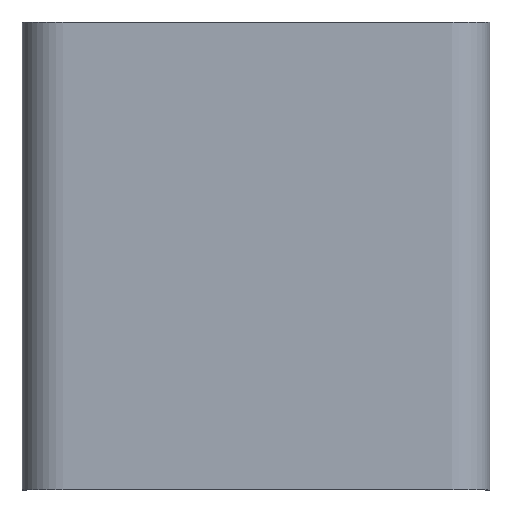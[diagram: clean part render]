
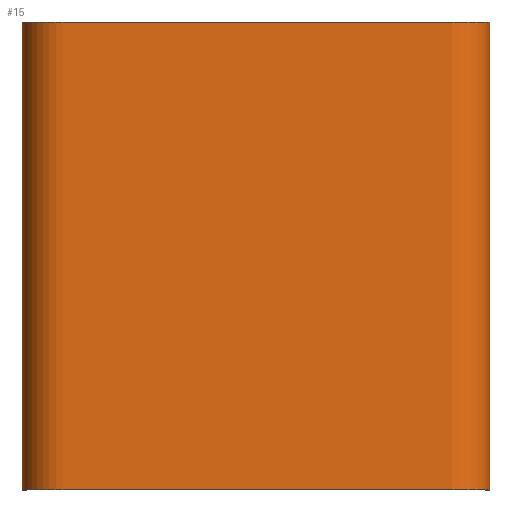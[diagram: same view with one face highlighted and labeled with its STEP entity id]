
A CAD part, top view. The second image highlights one B-rep face of the part: STEP entity #15.
In plain terms, the highlighted free-form (B-spline) face has degree [1, 2] with [2, 11] control points.
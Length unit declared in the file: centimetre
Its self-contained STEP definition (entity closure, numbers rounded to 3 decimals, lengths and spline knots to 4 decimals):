
#15=ADVANCED_FACE($,(#21),#76,.T.);
#21=FACE_OUTER_BOUND($,#27,.T.);
#27=EDGE_LOOP($,(#36,#37,#38,#39));
#36=ORIENTED_EDGE($,*,*,#59,.T.);
#37=ORIENTED_EDGE($,*,*,#57,.T.);
#38=ORIENTED_EDGE($,*,*,#62,.F.);
#39=ORIENTED_EDGE($,*,*,#65,.F.);
#57=EDGE_CURVE($,#68,#69,#87,.T.);
#59=EDGE_CURVE($,#70,#68,#82,.T.);
#62=EDGE_CURVE($,#73,#69,#84,.T.);
#65=EDGE_CURVE($,#70,#73,#91,.T.);
#68=VERTEX_POINT($,#304);
#69=VERTEX_POINT($,#305);
#70=VERTEX_POINT($,#306);
#73=VERTEX_POINT($,#309);
#76=(
BOUNDED_SURFACE()
B_SPLINE_SURFACE(1,2,((#257,#258,#259,#260,#261,#262,#263,#264,#265,#266,
#267),(#268,#269,#270,#271,#272,#273,#274,#275,#276,#277,#278)),.UNSPECIFIED.,
.F.,.F.,.F.)
B_SPLINE_SURFACE_WITH_KNOTS((2,2),(3,2,2,2,2,3),(0.,120.),(-383.1717,
-354.3717,-336.7788,-239.1788,-221.5858,
-192.7858),.UNSPECIFIED.)
GEOMETRIC_REPRESENTATION_ITEM()
RATIONAL_B_SPLINE_SURFACE(((1.,1.,1.,0.707,1.,1.,1.,0.707,
1.,1.,1.),(1.,1.,1.,0.707,1.,1.,1.,0.707,1.,1.,1.)))
REPRESENTATION_ITEM($)
SURFACE()
);
#82=(
BOUNDED_CURVE()
B_SPLINE_CURVE(2,(#202,#203,#204,#205,#206,#207,#208,#209,#210,#211,#212),
.UNSPECIFIED.,.F.,.F.)
B_SPLINE_CURVE_WITH_KNOTS((3,2,2,2,2,3),(192.7858,221.5858,
239.1788,336.7788,354.3717,383.1717),.UNSPECIFIED.)
CURVE()
GEOMETRIC_REPRESENTATION_ITEM()
RATIONAL_B_SPLINE_CURVE((1.,1.,1.,0.707,1.,1.,1.,0.707,
1.,1.,1.))
REPRESENTATION_ITEM($)
);
#84=(
BOUNDED_CURVE()
B_SPLINE_CURVE(2,(#226,#227,#228,#229,#230,#231,#232,#233,#234,#235,#236),
.UNSPECIFIED.,.F.,.F.)
B_SPLINE_CURVE_WITH_KNOTS((3,2,2,2,2,3),(192.7858,221.5858,
239.1788,336.7788,354.3717,383.1717),.UNSPECIFIED.)
CURVE()
GEOMETRIC_REPRESENTATION_ITEM()
RATIONAL_B_SPLINE_CURVE((1.,1.,1.,0.707,1.,1.,1.,0.707,
1.,1.,1.))
REPRESENTATION_ITEM($)
);
#87=B_SPLINE_CURVE_WITH_KNOTS($,1,(#198,#199),.UNSPECIFIED.,.F.,.F.,(2,2),
(0.,120.),.UNSPECIFIED.);
#91=B_SPLINE_CURVE_WITH_KNOTS($,1,(#250,#251),.UNSPECIFIED.,.F.,.F.,(2,2),
(0.,120.),.UNSPECIFIED.);
#198=CARTESIAN_POINT($,(120.,0.,0.));
#199=CARTESIAN_POINT($,(120.,120.,0.));
#202=CARTESIAN_POINT($,(0.,0.,0.));
#203=CARTESIAN_POINT($,(0.,0.,14.4));
#204=CARTESIAN_POINT($,(0.,0.,28.8));
#205=CARTESIAN_POINT($,(0.,0.,40.));
#206=CARTESIAN_POINT($,(11.2,0.,40.));
#207=CARTESIAN_POINT($,(60.,0.,40.));
#208=CARTESIAN_POINT($,(108.8,0.,40.));
#209=CARTESIAN_POINT($,(120.,0.,40.));
#210=CARTESIAN_POINT($,(120.,0.,28.8));
#211=CARTESIAN_POINT($,(120.,0.,14.4));
#212=CARTESIAN_POINT($,(120.,0.,0.));
#226=CARTESIAN_POINT($,(0.,120.,0.));
#227=CARTESIAN_POINT($,(0.,120.,14.4));
#228=CARTESIAN_POINT($,(0.,120.,28.8));
#229=CARTESIAN_POINT($,(0.,120.,40.));
#230=CARTESIAN_POINT($,(11.2,120.,40.));
#231=CARTESIAN_POINT($,(60.,120.,40.));
#232=CARTESIAN_POINT($,(108.8,120.,40.));
#233=CARTESIAN_POINT($,(120.,120.,40.));
#234=CARTESIAN_POINT($,(120.,120.,28.8));
#235=CARTESIAN_POINT($,(120.,120.,14.4));
#236=CARTESIAN_POINT($,(120.,120.,0.));
#250=CARTESIAN_POINT($,(0.,0.,0.));
#251=CARTESIAN_POINT($,(0.,120.,0.));
#257=CARTESIAN_POINT($,(120.,0.,0.));
#258=CARTESIAN_POINT($,(120.,0.,14.4));
#259=CARTESIAN_POINT($,(120.,0.,28.8));
#260=CARTESIAN_POINT($,(120.,0.,40.));
#261=CARTESIAN_POINT($,(108.8,0.,40.));
#262=CARTESIAN_POINT($,(60.,0.,40.));
#263=CARTESIAN_POINT($,(11.2,0.,40.));
#264=CARTESIAN_POINT($,(0.,0.,40.));
#265=CARTESIAN_POINT($,(0.,0.,28.8));
#266=CARTESIAN_POINT($,(0.,0.,14.4));
#267=CARTESIAN_POINT($,(0.,0.,0.));
#268=CARTESIAN_POINT($,(120.,120.,0.));
#269=CARTESIAN_POINT($,(120.,120.,14.4));
#270=CARTESIAN_POINT($,(120.,120.,28.8));
#271=CARTESIAN_POINT($,(120.,120.,40.));
#272=CARTESIAN_POINT($,(108.8,120.,40.));
#273=CARTESIAN_POINT($,(60.,120.,40.));
#274=CARTESIAN_POINT($,(11.2,120.,40.));
#275=CARTESIAN_POINT($,(0.,120.,40.));
#276=CARTESIAN_POINT($,(0.,120.,28.8));
#277=CARTESIAN_POINT($,(0.,120.,14.4));
#278=CARTESIAN_POINT($,(0.,120.,0.));
#304=CARTESIAN_POINT($,(120.,0.,0.));
#305=CARTESIAN_POINT($,(120.,120.,0.));
#306=CARTESIAN_POINT($,(0.,0.,0.));
#309=CARTESIAN_POINT($,(0.,120.,0.));
